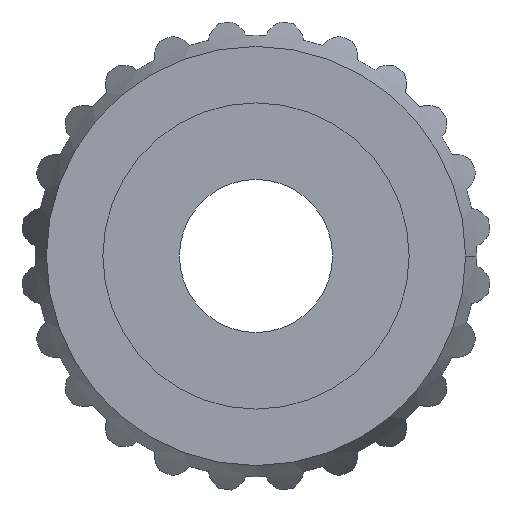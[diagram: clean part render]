
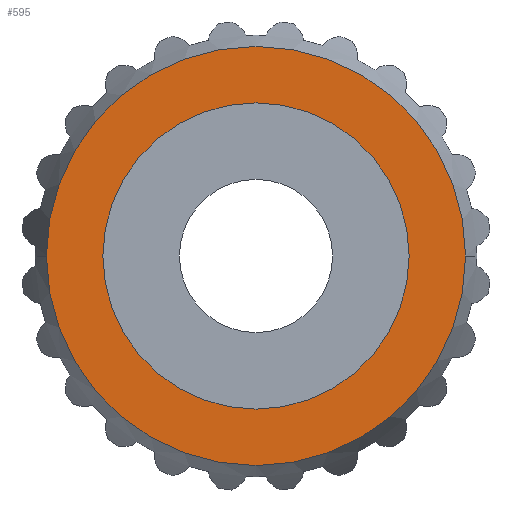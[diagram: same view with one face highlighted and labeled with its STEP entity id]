
A CAD part, front view. The second image highlights one B-rep face of the part: STEP entity #595.
In plain terms, the highlighted planar face has unit normal (0, -1, 0).
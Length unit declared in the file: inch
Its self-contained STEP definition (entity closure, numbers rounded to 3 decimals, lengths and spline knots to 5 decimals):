
#13 = VERTEX_POINT ( 'NONE', #1411 ) ;
#16 = AXIS2_PLACEMENT_3D ( 'NONE', #2393, #700, #4154 ) ;
#34 = PLANE ( 'NONE',  #1097 ) ;
#271 = CARTESIAN_POINT ( 'NONE',  ( -0.25, 0.448, 0. ) ) ;
#505 = VERTEX_POINT ( 'NONE', #995 ) ;
#595 = ADVANCED_FACE ( 'NONE', ( #596, #2887 ), #34, .F. ) ;
#596 = FACE_OUTER_BOUND ( 'NONE', #4013, .T. ) ;
#624 = DIRECTION ( 'NONE',  ( 0., 0., -1. ) ) ;
#644 = CIRCLE ( 'NONE', #16, 0.68434 ) ;
#700 = DIRECTION ( 'NONE',  ( 0., 1., 0. ) ) ;
#703 = ORIENTED_EDGE ( 'NONE', *, *, #969, .F. ) ;
#743 = CARTESIAN_POINT ( 'NONE',  ( -0.25, 0.448, 0. ) ) ;
#920 = ORIENTED_EDGE ( 'NONE', *, *, #1846, .F. ) ;
#957 = DIRECTION ( 'NONE',  ( 0., -1., 0. ) ) ;
#969 = EDGE_CURVE ( 'NONE', #3495, #505, #1335, .T. ) ;
#995 = CARTESIAN_POINT ( 'NONE',  ( -0.25, 0.448, 0.5 ) ) ;
#1043 = CARTESIAN_POINT ( 'NONE',  ( -0.93434, 0.448, 0. ) ) ;
#1097 = AXIS2_PLACEMENT_3D ( 'NONE', #1043, #3777, #4114 ) ;
#1228 = ORIENTED_EDGE ( 'NONE', *, *, #3628, .F. ) ;
#1335 = CIRCLE ( 'NONE', #3933, 0.5 ) ;
#1411 = CARTESIAN_POINT ( 'NONE',  ( -0.93434, 0.448, 0. ) ) ;
#1428 = DIRECTION ( 'NONE',  ( 0., 1., 0. ) ) ;
#1748 = ORIENTED_EDGE ( 'NONE', *, *, #2679, .F. ) ;
#1759 = DIRECTION ( 'NONE',  ( 0., 0., -1. ) ) ;
#1835 = AXIS2_PLACEMENT_3D ( 'NONE', #271, #3630, #624 ) ;
#1846 = EDGE_CURVE ( 'NONE', #13, #2227, #644, .T. ) ;
#2227 = VERTEX_POINT ( 'NONE', #3751 ) ;
#2353 = AXIS2_PLACEMENT_3D ( 'NONE', #743, #1428, #4171 ) ;
#2393 = CARTESIAN_POINT ( 'NONE',  ( -0.25, 0.448, 0. ) ) ;
#2409 = CARTESIAN_POINT ( 'NONE',  ( -0.25, 0.448, 0. ) ) ;
#2679 = EDGE_CURVE ( 'NONE', #505, #3495, #3014, .T. ) ;
#2887 = FACE_BOUND ( 'NONE', #3606, .T. ) ;
#3014 = CIRCLE ( 'NONE', #1835, 0.5 ) ;
#3495 = VERTEX_POINT ( 'NONE', #4017 ) ;
#3606 = EDGE_LOOP ( 'NONE', ( #703, #1748 ) ) ;
#3628 = EDGE_CURVE ( 'NONE', #2227, #13, #3978, .T. ) ;
#3630 = DIRECTION ( 'NONE',  ( 0., -1., 0. ) ) ;
#3751 = CARTESIAN_POINT ( 'NONE',  ( 0.43434, 0.448, 0. ) ) ;
#3777 = DIRECTION ( 'NONE',  ( 0., 1., 0. ) ) ;
#3933 = AXIS2_PLACEMENT_3D ( 'NONE', #2409, #957, #1759 ) ;
#3978 = CIRCLE ( 'NONE', #2353, 0.68434 ) ;
#4013 = EDGE_LOOP ( 'NONE', ( #920, #1228 ) ) ;
#4017 = CARTESIAN_POINT ( 'NONE',  ( -0.25, 0.448, -0.5 ) ) ;
#4114 = DIRECTION ( 'NONE',  ( 0., 0., -1. ) ) ;
#4154 = DIRECTION ( 'NONE',  ( -1., 0., 0. ) ) ;
#4171 = DIRECTION ( 'NONE',  ( -1., 0., 0. ) ) ;
